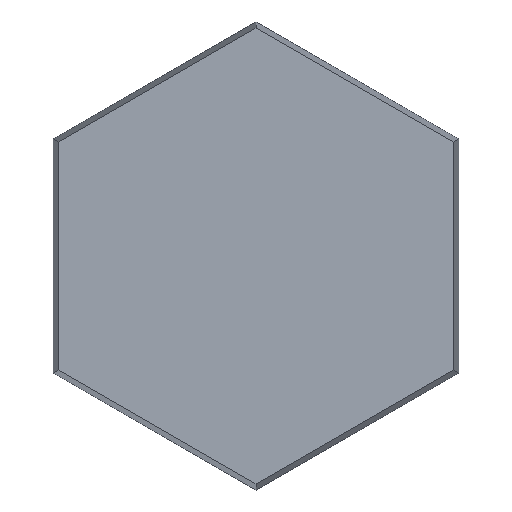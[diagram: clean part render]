
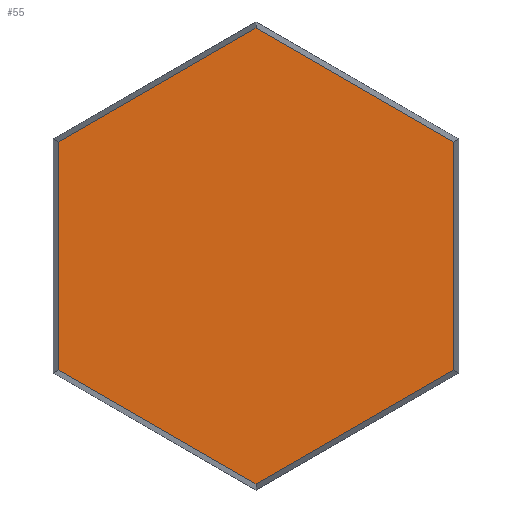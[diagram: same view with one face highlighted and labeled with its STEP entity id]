
A CAD part, front view. The second image highlights one B-rep face of the part: STEP entity #55.
In plain terms, the highlighted planar face has unit normal (0, -1, 0).
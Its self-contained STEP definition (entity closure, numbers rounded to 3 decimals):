
#55 = ADVANCED_FACE( '', ( #107 ), #108, .F. );
#107 = FACE_OUTER_BOUND( '', #150, .T. );
#108 = PLANE( '', #151 );
#150 = EDGE_LOOP( '', ( #230, #231, #232, #233, #234, #235 ) );
#151 = AXIS2_PLACEMENT_3D( '', #236, #237, #238 );
#230 = ORIENTED_EDGE( '', *, *, #269, .F. );
#231 = ORIENTED_EDGE( '', *, *, #265, .F. );
#232 = ORIENTED_EDGE( '', *, *, #250, .F. );
#233 = ORIENTED_EDGE( '', *, *, #246, .F. );
#234 = ORIENTED_EDGE( '', *, *, #242, .F. );
#235 = ORIENTED_EDGE( '', *, *, #258, .F. );
#236 = CARTESIAN_POINT( '', ( 0., 0., 0. ) );
#237 = DIRECTION( '', ( 0., 1., 0. ) );
#238 = DIRECTION( '', ( 0., 0., 1. ) );
#242 = EDGE_CURVE( '', #275, #277, #278, .T. );
#246 = EDGE_CURVE( '', #277, #283, #284, .T. );
#250 = EDGE_CURVE( '', #283, #289, #290, .T. );
#258 = EDGE_CURVE( '', #300, #275, #302, .T. );
#265 = EDGE_CURVE( '', #289, #311, #312, .T. );
#269 = EDGE_CURVE( '', #311, #300, #316, .T. );
#275 = VERTEX_POINT( '', #323 );
#277 = VERTEX_POINT( '', #326 );
#278 = LINE( '', #327, #328 );
#283 = VERTEX_POINT( '', #335 );
#284 = LINE( '', #336, #337 );
#289 = VERTEX_POINT( '', #344 );
#290 = LINE( '', #345, #346 );
#300 = VERTEX_POINT( '', #358 );
#302 = LINE( '', #361, #362 );
#311 = VERTEX_POINT( '', #373 );
#312 = LINE( '', #374, #375 );
#316 = LINE( '', #380, #381 );
#323 = CARTESIAN_POINT( '', ( 0., 0., 14.056 ) );
#326 = CARTESIAN_POINT( '', ( 12.173, 0., 7.028 ) );
#327 = CARTESIAN_POINT( '', ( 6.086, 0., 10.542 ) );
#328 = VECTOR( '', #385, 1000. );
#335 = CARTESIAN_POINT( '', ( 12.173, 0., -7.028 ) );
#336 = CARTESIAN_POINT( '', ( 12.173, 0., 0. ) );
#337 = VECTOR( '', #388, 1000. );
#344 = CARTESIAN_POINT( '', ( 0., 0., -14.056 ) );
#345 = CARTESIAN_POINT( '', ( 6.086, 0., -10.542 ) );
#346 = VECTOR( '', #391, 1000. );
#358 = CARTESIAN_POINT( '', ( -12.173, 0., 7.028 ) );
#361 = CARTESIAN_POINT( '', ( -6.086, 0., 10.542 ) );
#362 = VECTOR( '', #401, 1000. );
#373 = CARTESIAN_POINT( '', ( -12.173, 0., -7.028 ) );
#374 = CARTESIAN_POINT( '', ( -6.086, 0., -10.542 ) );
#375 = VECTOR( '', #407, 1000. );
#380 = CARTESIAN_POINT( '', ( -12.173, 0., 0. ) );
#381 = VECTOR( '', #409, 1000. );
#385 = DIRECTION( '', ( 0.866, 0., -0.5 ) );
#388 = DIRECTION( '', ( 0., 0., -1. ) );
#391 = DIRECTION( '', ( -0.866, 0., -0.5 ) );
#401 = DIRECTION( '', ( 0.866, 0., 0.5 ) );
#407 = DIRECTION( '', ( -0.866, 0., 0.5 ) );
#409 = DIRECTION( '', ( 0., 0., 1. ) );
